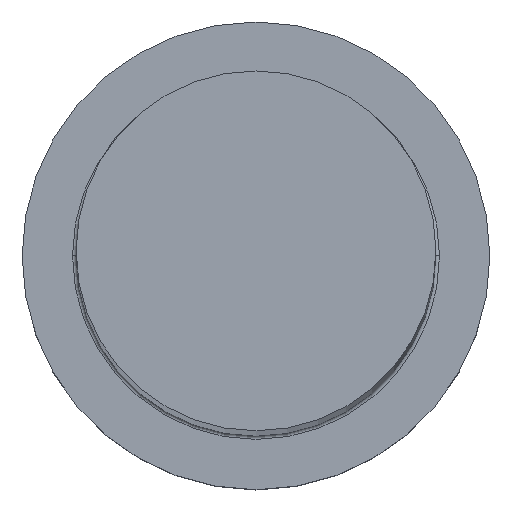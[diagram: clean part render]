
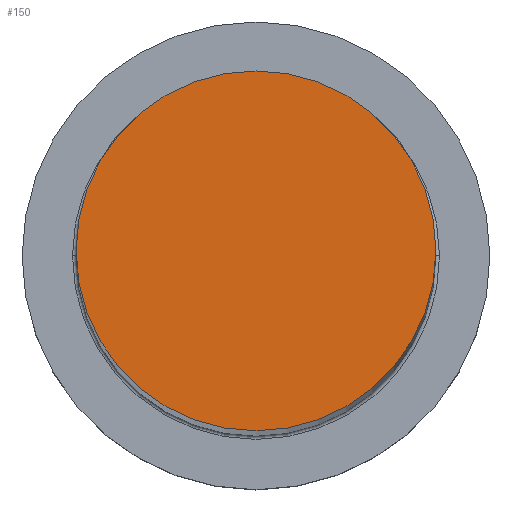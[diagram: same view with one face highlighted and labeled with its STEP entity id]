
A CAD part, top view. The second image highlights one B-rep face of the part: STEP entity #150.
In plain terms, the highlighted planar face has unit normal (0, 0, 1).
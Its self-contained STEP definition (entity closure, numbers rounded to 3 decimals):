
#2 = AXIS2_PLACEMENT_3D ( 'NONE', #23, #186, #49 ) ;
#10 = CARTESIAN_POINT ( 'NONE',  ( -10., 0., 168. ) ) ;
#23 = CARTESIAN_POINT ( 'NONE',  ( 0., 0., 168. ) ) ;
#43 = PLANE ( 'NONE',  #144 ) ;
#49 = DIRECTION ( 'NONE',  ( 1., 0., 0. ) ) ;
#80 = ORIENTED_EDGE ( 'NONE', *, *, #247, .T. ) ;
#86 = CARTESIAN_POINT ( 'NONE',  ( 10., 0., 168. ) ) ;
#91 = DIRECTION ( 'NONE',  ( 0., 0., 1. ) ) ;
#99 = VERTEX_POINT ( 'NONE', #10 ) ;
#135 = FACE_OUTER_BOUND ( 'NONE', #141, .T. ) ;
#140 = CARTESIAN_POINT ( 'NONE',  ( 0., 0., 168. ) ) ;
#141 = EDGE_LOOP ( 'NONE', ( #80, #240 ) ) ;
#142 = DIRECTION ( 'NONE',  ( 0., 0., 1. ) ) ;
#144 = AXIS2_PLACEMENT_3D ( 'NONE', #301, #142, #162 ) ;
#150 = ADVANCED_FACE ( 'NONE', ( #135 ), #43, .T. ) ;
#162 = DIRECTION ( 'NONE',  ( 1., 0., 0. ) ) ;
#165 = VERTEX_POINT ( 'NONE', #86 ) ;
#172 = AXIS2_PLACEMENT_3D ( 'NONE', #140, #91, #188 ) ;
#185 = CIRCLE ( 'NONE', #172, 10. ) ;
#186 = DIRECTION ( 'NONE',  ( 0., 0., 1. ) ) ;
#188 = DIRECTION ( 'NONE',  ( 1., 0., 0. ) ) ;
#200 = CIRCLE ( 'NONE', #2, 10. ) ;
#210 = EDGE_CURVE ( 'NONE', #165, #99, #200, .T. ) ;
#240 = ORIENTED_EDGE ( 'NONE', *, *, #210, .T. ) ;
#247 = EDGE_CURVE ( 'NONE', #99, #165, #185, .T. ) ;
#301 = CARTESIAN_POINT ( 'NONE',  ( 0., 0., 168. ) ) ;
